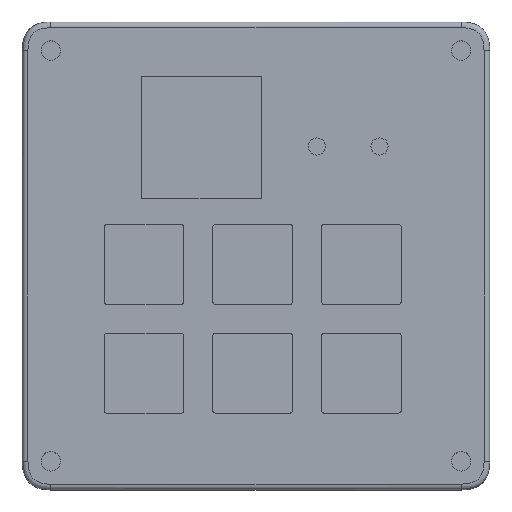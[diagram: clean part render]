
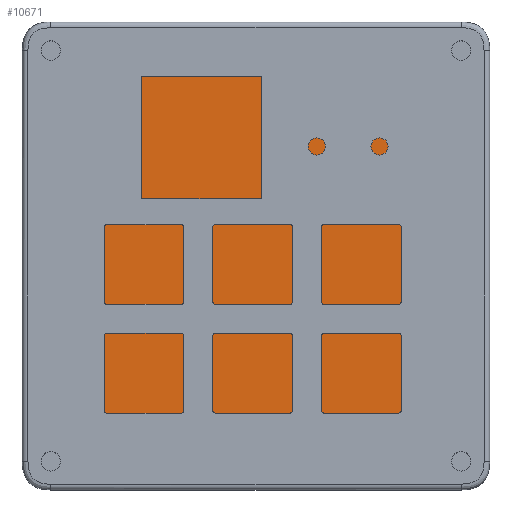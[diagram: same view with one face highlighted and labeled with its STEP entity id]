
A CAD part, top view. The second image highlights one B-rep face of the part: STEP entity #10671.
In plain terms, the highlighted planar face has unit normal (0, 0, 1).
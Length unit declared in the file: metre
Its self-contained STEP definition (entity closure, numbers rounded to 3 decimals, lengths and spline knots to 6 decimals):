
#1792=ORIENTED_EDGE('',*,*,#5139,.F.);
#1793=ORIENTED_EDGE('',*,*,#5134,.T.);
#1794=ORIENTED_EDGE('',*,*,#5147,.T.);
#1795=ORIENTED_EDGE('',*,*,#5142,.F.);
#5134=EDGE_CURVE('',#6818,#6819,#7655,.T.);
#5139=EDGE_CURVE('',#6818,#6822,#7660,.T.);
#5142=EDGE_CURVE('',#6822,#6823,#7663,.T.);
#5147=EDGE_CURVE('',#6819,#6823,#7665,.T.);
#6818=VERTEX_POINT('',#16319);
#6819=VERTEX_POINT('',#16320);
#6822=VERTEX_POINT('',#16329);
#6823=VERTEX_POINT('',#16334);
#7655=LINE('',#16318,#8452);
#7660=LINE('',#16328,#8457);
#7663=LINE('',#16333,#8460);
#7665=LINE('',#16347,#8462);
#8452=VECTOR('',#12839,1.);
#8457=VECTOR('',#12846,1.);
#8460=VECTOR('',#12851,1.);
#8462=VECTOR('',#12869,1.);
#9188=EDGE_LOOP('',(#1792,#1793,#1794,#1795));
#9859=FACE_BOUND('',#9188,.T.);
#10499=PLANE('',#11490);
#10671=ADVANCED_FACE('',(#9859),#10499,.T.);
#11490=AXIS2_PLACEMENT_3D('',#16357,#12872,#12873);
#12839=DIRECTION('',(0.,-1.,0.));
#12846=DIRECTION('',(1.,0.,0.));
#12851=DIRECTION('',(0.,-1.,0.));
#12869=DIRECTION('',(1.,0.,0.));
#12872=DIRECTION('',(0.,0.,1.));
#12873=DIRECTION('',(1.,0.,0.));
#16318=CARTESIAN_POINT('',(-0.031469,0.,0.003));
#16319=CARTESIAN_POINT('',(-0.031469,0.0315,0.003));
#16320=CARTESIAN_POINT('',(-0.031469,-0.0315,0.003));
#16328=CARTESIAN_POINT('',(0.,0.0315,0.003));
#16329=CARTESIAN_POINT('',(0.031469,0.0315,0.003));
#16333=CARTESIAN_POINT('',(0.031469,0.,0.003));
#16334=CARTESIAN_POINT('',(0.031469,-0.0315,0.003));
#16347=CARTESIAN_POINT('',(0.,-0.0315,0.003));
#16357=CARTESIAN_POINT('',(0.,0.,0.003));
